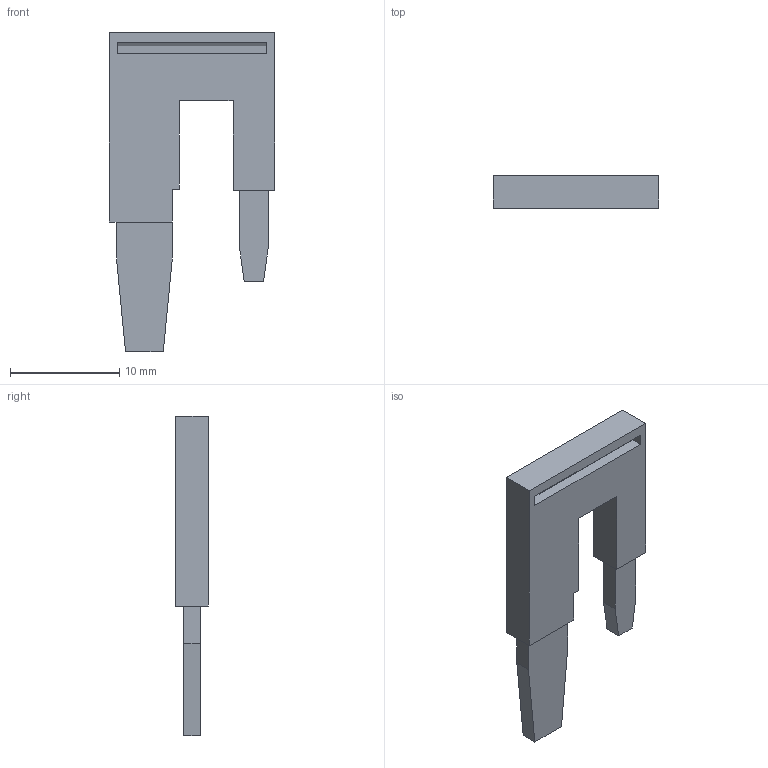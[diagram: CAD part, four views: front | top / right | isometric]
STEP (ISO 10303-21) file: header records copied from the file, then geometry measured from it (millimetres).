
FILE_DESCRIPTION(('Creo Elements/Direct Modeling STEP Export'),'2;1');
FILE_NAME('model.stp','2019-05-22T 2:06:02',(''),(''),'Creo Elements/Direct Modeling STEP processor for AP214 (Solid Model)','Creo Elements/Direct Modeling 20.1A 29-Sep-2018 (C) Parametric Technology GmbH','');
FILE_SCHEMA(('AUTOMOTIVE_DESIGN { 1 0 10303 214 1 1 1 1 }'));
Length unit declared in the file: millimetre
Products named in the file (2): RB_UT_10_25_4-select
Assembly tree (1 placements, depth 2):
  RB_UT_10_25_4-select
    RB_UT_10_25_4-select
Bounding box: 15.12 x 3 x 29.3 mm (x, y, z)
Volume: 673.6 mm3; surface area: 893.8 mm2
Topology: 1 solids, 1 shells, 36 faces, 112 edges, 81 vertices
Faces by surface type: plane 36
Entity records: 1492 total; most frequent: ORIENTED_EDGE 224, CARTESIAN_POINT 209, DIRECTION 165, EDGE_CURVE 112, VECTOR 91, LINE 91, VERTEX_POINT 81, EDGE_LOOP 39
